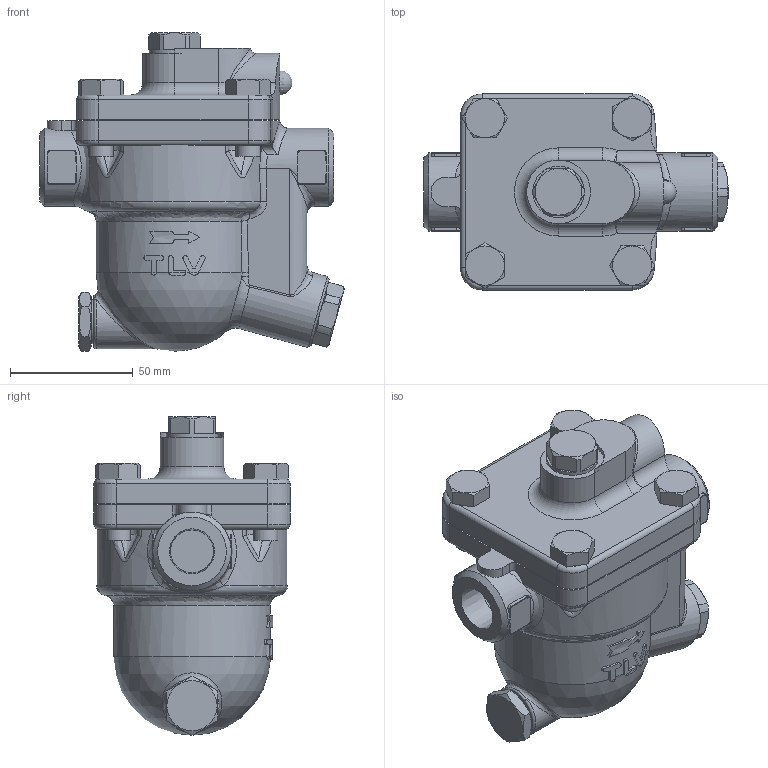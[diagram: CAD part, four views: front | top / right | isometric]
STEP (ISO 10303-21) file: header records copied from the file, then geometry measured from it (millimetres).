
FILE_DESCRIPTION(/* description */ (''),/* implementation_level */ '2;1');
FILE_NAME(/* name */ 'j3sx0-015-screw-01.stp',/* time_stamp */ '2018-03-14T11:51:43+09:00',/* author */ ('nakaot'),/* organization */ (''),/* preprocessor_version */ 'ST-DEVELOPER v15.6',/* originating_system */ 'Autodesk Inventor 2015',/* authorisation */ '');
FILE_SCHEMA (('CONFIG_CONTROL_DESIGN'));
Length unit declared in the file: millimetre
Products named in the file (1): j3sx0-015-screw-01
Bounding box: 124.23 x 80 x 130.12 mm (x, y, z)
Volume: 515088.3 mm3; surface area: 58685.1 mm2
Topology: 1 solids, 1 shells, 440 faces, 1123 edges, 685 vertices
Faces by surface type: plane 150, cylinder 136, bspline 59, cone 53, torus 37, sphere 5
Full cylindrical faces by diameter (mm): 10 x8, 12 x4, 17.475 x2, 18 x1, 21 x1, 30 x1, 32 x2, 56.5 x1
Entity records: 16667 total; most frequent: CARTESIAN_POINT 6909, ORIENTED_EDGE 2120, DIRECTION 1917, EDGE_CURVE 1060, AXIS2_PLACEMENT_3D 793, VERTEX_POINT 673, EDGE_LOOP 497, FACE_OUTER_BOUND 439
